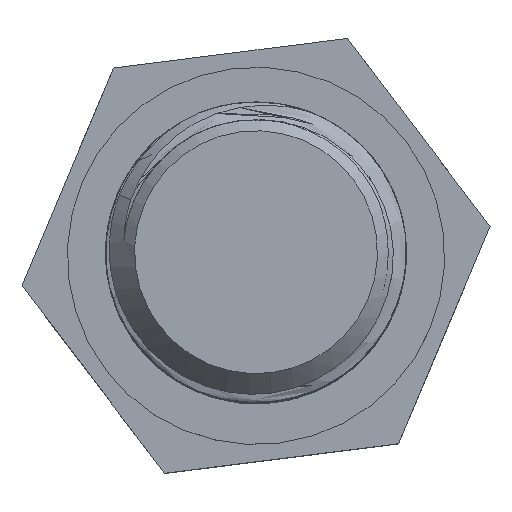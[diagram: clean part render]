
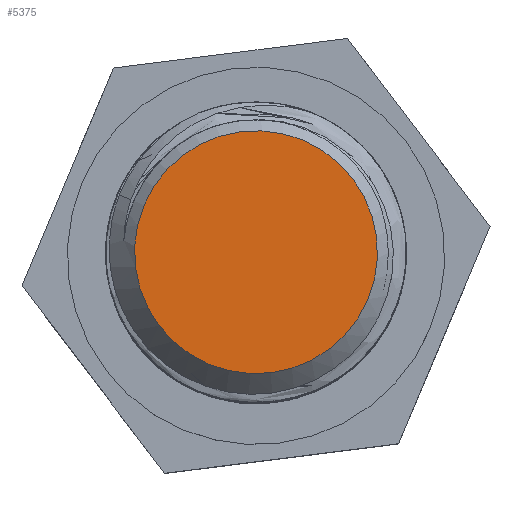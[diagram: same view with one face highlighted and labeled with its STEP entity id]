
A CAD part, top view. The second image highlights one B-rep face of the part: STEP entity #5375.
In plain terms, the highlighted planar face has unit normal (0, 0, 1).
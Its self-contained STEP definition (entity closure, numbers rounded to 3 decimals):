
#5375 = ADVANCED_FACE('',(#5376),#5389,.T.);
#5376 = FACE_BOUND('',#5377,.T.);
#5377 = EDGE_LOOP('',(#5378));
#5378 = ORIENTED_EDGE('',*,*,#5379,.F.);
#5379 = EDGE_CURVE('',#5380,#5380,#5382,.T.);
#5380 = VERTEX_POINT('',#5381);
#5381 = CARTESIAN_POINT('',(2687.287,-707.788,
    158.895));
#5382 = SURFACE_CURVE('',#5383,(#5388,#5404),.PCURVE_S1.);
#5383 = CIRCLE('',#5384,5.65);
#5384 = AXIS2_PLACEMENT_3D('',#5385,#5386,#5387);
#5385 = CARTESIAN_POINT('',(2692.496,-709.977,
    158.895));
#5386 = DIRECTION('',(0.,0.,-1.));
#5387 = DIRECTION('',(-0.922,0.387,0.)
  );
#5388 = PCURVE('',#5389,#5394);
#5389 = PLANE('',#5390);
#5390 = AXIS2_PLACEMENT_3D('',#5391,#5392,#5393);
#5391 = CARTESIAN_POINT('',(2692.496,-709.977,
    158.895));
#5392 = DIRECTION('',(0.,0.,1.));
#5393 = DIRECTION('',(0.922,-0.387,0.
    ));
#5394 = DEFINITIONAL_REPRESENTATION('',(#5395),#5403);
#5395 = ( BOUNDED_CURVE() B_SPLINE_CURVE(2,(#5396,#5397,#5398,#5399,
#5400,#5401,#5402),.UNSPECIFIED.,.T.,.F.) B_SPLINE_CURVE_WITH_KNOTS((1,2
    ,2,2,2,1),(-2.094,0.,2.094,4.189,
6.283,8.378),.UNSPECIFIED.) CURVE() 
GEOMETRIC_REPRESENTATION_ITEM() RATIONAL_B_SPLINE_CURVE((1.,0.5,1.,0.5,
1.,0.5,1.)) REPRESENTATION_ITEM('') );
#5396 = CARTESIAN_POINT('',(-5.65,0.));
#5397 = CARTESIAN_POINT('',(-5.65,9.786));
#5398 = CARTESIAN_POINT('',(2.825,4.893));
#5399 = CARTESIAN_POINT('',(11.3,0.));
#5400 = CARTESIAN_POINT('',(2.825,-4.893));
#5401 = CARTESIAN_POINT('',(-5.65,-9.786));
#5402 = CARTESIAN_POINT('',(-5.65,0.));
#5403 = ( GEOMETRIC_REPRESENTATION_CONTEXT(2) 
PARAMETRIC_REPRESENTATION_CONTEXT() REPRESENTATION_CONTEXT('2D SPACE',''
  ) );
#5404 = PCURVE('',#5405,#5410);
#5405 = CONICAL_SURFACE('',#5406,5.65,0.733);
#5406 = AXIS2_PLACEMENT_3D('',#5407,#5408,#5409);
#5407 = CARTESIAN_POINT('',(2692.496,-709.977,
    158.895));
#5408 = DIRECTION('',(0.,0.,-1.));
#5409 = DIRECTION('',(-0.922,0.387,0.)
  );
#5410 = DEFINITIONAL_REPRESENTATION('',(#5411),#5415);
#5411 = LINE('',#5412,#5413);
#5412 = CARTESIAN_POINT('',(0.,0.));
#5413 = VECTOR('',#5414,1.);
#5414 = DIRECTION('',(1.,0.));
#5415 = ( GEOMETRIC_REPRESENTATION_CONTEXT(2) 
PARAMETRIC_REPRESENTATION_CONTEXT() REPRESENTATION_CONTEXT('2D SPACE',''
  ) );
